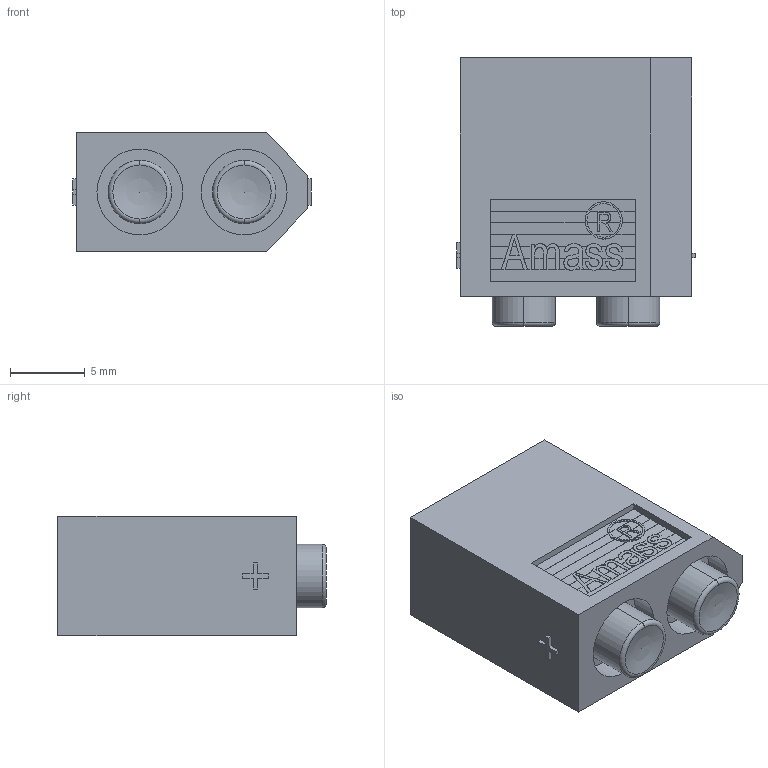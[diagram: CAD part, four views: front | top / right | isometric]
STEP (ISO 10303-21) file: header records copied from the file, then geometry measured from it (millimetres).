
FILE_DESCRIPTION (( 'STEP AP214' ), '1' );
FILE_NAME ('XT60 PLUG.STEP', '2019-07-07T16:17:18', ( '' ), ( '' ), 'SwSTEP 2.0', 'SolidWorks 2017', '' );
FILE_SCHEMA (( 'AUTOMOTIVE_DESIGN' ));
Length unit declared in the file: millimetre
Products named in the file (1): XT60 PLUG
Bounding box: 16 x 17.99 x 8 mm (x, y, z)
Volume: 944.8 mm3; surface area: 2212.6 mm2
Topology: 2 solids, 2 shells, 446 faces, 1244 edges, 822 vertices
Faces by surface type: plane 299, bspline 87, cylinder 38, torus 20, sphere 2
Entity records: 22728 total; most frequent: CARTESIAN_POINT 7097, ORIENTED_EDGE 2476, DIRECTION 1789, EDGE_CURVE 1238, LINE 861, VECTOR 861, VERTEX_POINT 818, EDGE_LOOP 468
